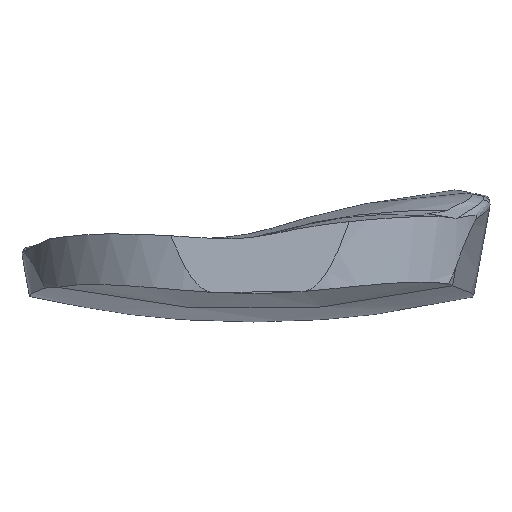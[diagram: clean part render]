
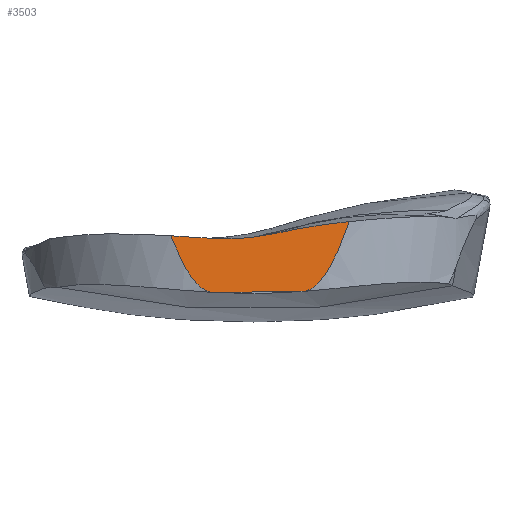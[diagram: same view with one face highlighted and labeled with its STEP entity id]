
A CAD part, top view. The second image highlights one B-rep face of the part: STEP entity #3503.
In plain terms, the highlighted planar face has unit normal (0, 0.087, 0.996).
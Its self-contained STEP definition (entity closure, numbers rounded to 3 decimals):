
#20 = EDGE_CURVE ( 'NONE', #1138, #1026, #3754, .T. ) ;
#248 = CARTESIAN_POINT ( 'NONE',  ( -8.378, 6.136, -0.274 ) ) ;
#461 = CARTESIAN_POINT ( 'NONE',  ( 0.98, 150.5, -12.905 ) ) ;
#531 = EDGE_CURVE ( 'NONE', #1794, #2078, #3102, .T. ) ;
#611 = CARTESIAN_POINT ( 'NONE',  ( -6.619, 3.775, -0.068 ) ) ;
#627 = CARTESIAN_POINT ( 'NONE',  ( 0., 77.333, -6.503 ) ) ;
#660 = EDGE_CURVE ( 'NONE', #2755, #4096, #1135, .T. ) ;
#696 = CARTESIAN_POINT ( 'NONE',  ( 6.412, 3.752, -0.066 ) ) ;
#730 = CARTESIAN_POINT ( 'NONE',  ( 2.872, 10.962, -0.697 ) ) ;
#793 = ORIENTED_EDGE ( 'NONE', *, *, #4028, .F. ) ;
#837 = ORIENTED_EDGE ( 'NONE', *, *, #660, .T. ) ;
#841 = CARTESIAN_POINT ( 'NONE',  ( 8.349, 3.948, -0.083 ) ) ;
#878 = EDGE_CURVE ( 'NONE', #1138, #2951, #3826, .T. ) ;
#913 = AXIS2_PLACEMENT_3D ( 'NONE', #461, #4080, #2151 ) ;
#1026 = VERTEX_POINT ( 'NONE', #1962 ) ;
#1049 = CIRCLE ( 'NONE', #1387, 140.786 ) ;
#1135 = B_SPLINE_CURVE_WITH_KNOTS ( 'NONE', 3,
 ( #2339, #2607, #3341, #1304 ),
 .UNSPECIFIED., .F., .F.,
 ( 4, 4 ),
 ( 0., 0.007 ),
 .UNSPECIFIED. ) ;
#1138 = VERTEX_POINT ( 'NONE', #2834 ) ;
#1186 = CARTESIAN_POINT ( 'NONE',  ( -4.847, 3.633, -0.055 ) ) ;
#1225 = DIRECTION ( 'NONE',  ( 0., -0.087, -0.996 ) ) ;
#1304 = CARTESIAN_POINT ( 'NONE',  ( -3.837, 10.332, -0.642 ) ) ;
#1334 = ORIENTED_EDGE ( 'NONE', *, *, #20, .T. ) ;
#1387 = AXIS2_PLACEMENT_3D ( 'NONE', #3869, #4201, #3804 ) ;
#1418 = EDGE_CURVE ( 'NONE', #1794, #1026, #4259, .T. ) ;
#1461 = DIRECTION ( 'NONE',  ( 1., 0.011, -0.001 ) ) ;
#1483 =( BOUNDED_CURVE ( )  B_SPLINE_CURVE ( 3, ( #2625, #248, #611, #2559 ),
 .UNSPECIFIED., .F., .F. ) 
 B_SPLINE_CURVE_WITH_KNOTS ( ( 4, 4 ),
 ( 2.915, 3.135 ),
 .UNSPECIFIED. ) 
 CURVE ( )  GEOMETRIC_REPRESENTATION_ITEM ( )  RATIONAL_B_SPLINE_CURVE ( ( 1., 0.996, 0.996, 1. ) ) 
 REPRESENTATION_ITEM ( '' )  );
#1512 = ORIENTED_EDGE ( 'NONE', *, *, #1418, .F. ) ;
#1722 = EDGE_LOOP ( 'NONE', ( #1512, #1952, #3136, #837, #793, #4266, #3670, #1334 ) ) ;
#1794 = VERTEX_POINT ( 'NONE', #696 ) ;
#1952 = ORIENTED_EDGE ( 'NONE', *, *, #531, .T. ) ;
#1962 = CARTESIAN_POINT ( 'NONE',  ( 6.38, 3.749, -0.066 ) ) ;
#1977 = CARTESIAN_POINT ( 'NONE',  ( 19.138, -60.618, 5.566 ) ) ;
#2027 = DIRECTION ( 'NONE',  ( 0., -0.087, -0.996 ) ) ;
#2078 = VERTEX_POINT ( 'NONE', #2621 ) ;
#2092 = CARTESIAN_POINT ( 'NONE',  ( 2.541, 3.709, -0.062 ) ) ;
#2131 = PLANE ( 'NONE',  #913 ) ;
#2151 = DIRECTION ( 'NONE',  ( 0., 0.996, -0.087 ) ) ;
#2231 = CARTESIAN_POINT ( 'NONE',  ( 6.412, 3.752, -0.066 ) ) ;
#2284 = DIRECTION ( 'NONE',  ( 0., 0.996, -0.087 ) ) ;
#2339 = CARTESIAN_POINT ( 'NONE',  ( 2.872, 10.962, -0.697 ) ) ;
#2538 = CARTESIAN_POINT ( 'NONE',  ( -3.837, 10.332, -0.642 ) ) ;
#2559 = CARTESIAN_POINT ( 'NONE',  ( -4.847, 3.633, -0.055 ) ) ;
#2574 = CARTESIAN_POINT ( 'NONE',  ( 0., 77.333, -6.503 ) ) ;
#2597 = VECTOR ( 'NONE', #1461, 1000. ) ;
#2607 = CARTESIAN_POINT ( 'NONE',  ( 0.663, 10.464, -0.653 ) ) ;
#2621 = CARTESIAN_POINT ( 'NONE',  ( 12.143, 12.442, -0.826 ) ) ;
#2625 = CARTESIAN_POINT ( 'NONE',  ( -10.104, 10.686, -0.672 ) ) ;
#2701 = DIRECTION ( 'NONE',  ( 0., -0.996, 0.087 ) ) ;
#2755 = VERTEX_POINT ( 'NONE', #730 ) ;
#2834 = CARTESIAN_POINT ( 'NONE',  ( -4.814, 3.631, -0.055 ) ) ;
#2934 = AXIS2_PLACEMENT_3D ( 'NONE', #1977, #3983, #2284 ) ;
#2951 = VERTEX_POINT ( 'NONE', #1186 ) ;
#2962 = AXIS2_PLACEMENT_3D ( 'NONE', #2574, #1225, #3273 ) ;
#3098 = EDGE_CURVE ( 'NONE', #3714, #2951, #1483, .T. ) ;
#3102 =( BOUNDED_CURVE ( )  B_SPLINE_CURVE ( 3, ( #2231, #841, #3848, #3216 ),
 .UNSPECIFIED., .F., .T. ) 
 B_SPLINE_CURVE_WITH_KNOTS ( ( 4, 4 ),
 ( 3.15, 3.397 ),
 .UNSPECIFIED. ) 
 CURVE ( )  GEOMETRIC_REPRESENTATION_ITEM ( )  RATIONAL_B_SPLINE_CURVE ( ( 1., 0.995, 0.995, 1. ) ) 
 REPRESENTATION_ITEM ( '' )  );
#3136 = ORIENTED_EDGE ( 'NONE', *, *, #3839, .F. ) ;
#3141 = CIRCLE ( 'NONE', #2934, 73.671 ) ;
#3216 = CARTESIAN_POINT ( 'NONE',  ( 12.143, 12.442, -0.826 ) ) ;
#3273 = DIRECTION ( 'NONE',  ( 0., -0.996, 0.087 ) ) ;
#3341 = CARTESIAN_POINT ( 'NONE',  ( -1.574, 10.255, -0.635 ) ) ;
#3420 = FACE_OUTER_BOUND ( 'NONE', #1722, .T. ) ;
#3503 = ADVANCED_FACE ( 'NONE', ( #3420 ), #2131, .F. ) ;
#3670 = ORIENTED_EDGE ( 'NONE', *, *, #878, .F. ) ;
#3696 = CARTESIAN_POINT ( 'NONE',  ( -10.104, 10.686, -0.672 ) ) ;
#3714 = VERTEX_POINT ( 'NONE', #3696 ) ;
#3754 = LINE ( 'NONE', #2092, #2597 ) ;
#3804 = DIRECTION ( 'NONE',  ( 0., 0.996, -0.087 ) ) ;
#3826 = CIRCLE ( 'NONE', #4030, 74.14 ) ;
#3839 = EDGE_CURVE ( 'NONE', #2755, #2078, #3141, .T. ) ;
#3848 = CARTESIAN_POINT ( 'NONE',  ( 10.269, 6.859, -0.338 ) ) ;
#3869 = CARTESIAN_POINT ( 'NONE',  ( 0.98, 150.5, -12.905 ) ) ;
#3983 = DIRECTION ( 'NONE',  ( 0., -0.087, -0.996 ) ) ;
#4028 = EDGE_CURVE ( 'NONE', #3714, #4096, #1049, .T. ) ;
#4030 = AXIS2_PLACEMENT_3D ( 'NONE', #627, #2027, #2701 ) ;
#4080 = DIRECTION ( 'NONE',  ( 0., -0.087, -0.996 ) ) ;
#4096 = VERTEX_POINT ( 'NONE', #2538 ) ;
#4201 = DIRECTION ( 'NONE',  ( 0., 0.087, 0.996 ) ) ;
#4259 = CIRCLE ( 'NONE', #2962, 74.14 ) ;
#4266 = ORIENTED_EDGE ( 'NONE', *, *, #3098, .T. ) ;
